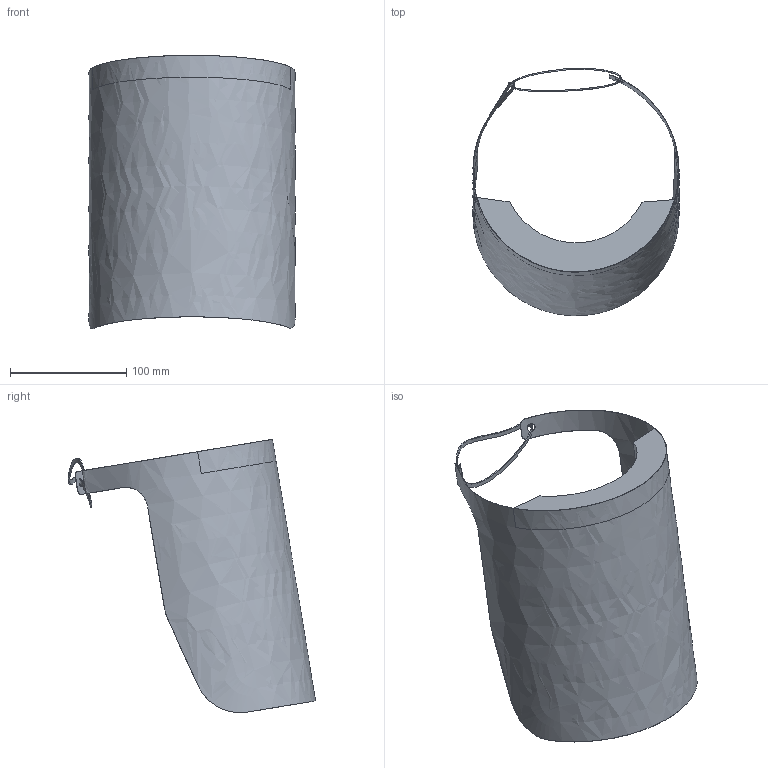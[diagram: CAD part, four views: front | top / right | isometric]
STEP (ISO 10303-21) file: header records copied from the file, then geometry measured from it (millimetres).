
FILE_DESCRIPTION(/* description */ (''),/* implementation_level */ '2;1');
FILE_NAME(/* name */ 'atap1p5',/* time_stamp */ '2020-04-07T18:42:16-07:00',/* author */ (''),/* organization */ (''),/* preprocessor_version */ 'ST-DEVELOPER v16.5',/* originating_system */ '',/* authorisation */ '');
FILE_SCHEMA (('AUTOMOTIVE_DESIGN'));
Length unit declared in the file: millimetre
Products named in the file (1): Document
Bounding box: 177.57 x 212.74 x 235.35 mm (x, y, z)
Volume: 109671.5 mm3; surface area: 172067 mm2
Topology: 3 solids, 3 shells, 46 faces, 119 edges, 77 vertices
Faces by surface type: bspline 46
Entity records: 6046 total; most frequent: CARTESIAN_POINT 5272, ORIENTED_EDGE 236, B_SPLINE_CURVE_WITH_KNOTS 119, EDGE_CURVE 118, VERTEX_POINT 76, EDGE_LOOP 48, ADVANCED_FACE 46, FACE_OUTER_BOUND 46
